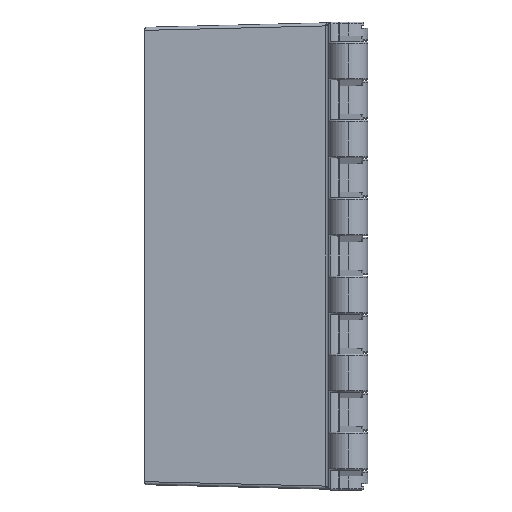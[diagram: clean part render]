
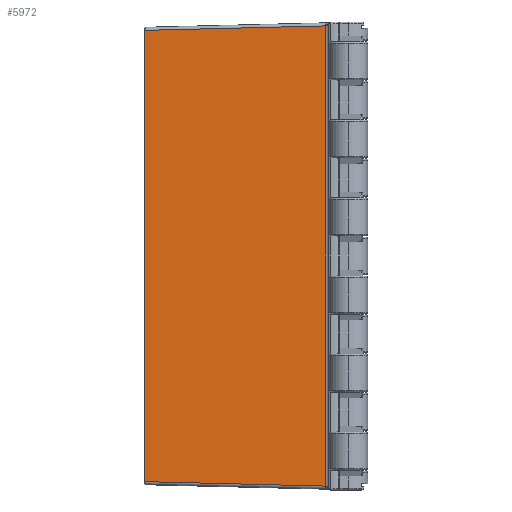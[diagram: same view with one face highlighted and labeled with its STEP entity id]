
A CAD part, left-side view. The second image highlights one B-rep face of the part: STEP entity #5972.
In plain terms, the highlighted planar face has unit normal (-1, 0.024, 0).
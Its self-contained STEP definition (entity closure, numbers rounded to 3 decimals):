
#405 = CARTESIAN_POINT ( 'NONE',  ( -2.476, 7.326, -74.726 ) ) ;
#708 = ORIENTED_EDGE ( 'NONE', *, *, #8751, .T. ) ;
#772 = FACE_OUTER_BOUND ( 'NONE', #1566, .T. ) ;
#866 = ORIENTED_EDGE ( 'NONE', *, *, #4046, .T. ) ;
#1375 = VECTOR ( 'NONE', #13864, 1000. ) ;
#1566 = EDGE_LOOP ( 'NONE', ( #21226, #866, #11570, #708 ) ) ;
#1978 = LINE ( 'NONE', #20782, #4668 ) ;
#2032 = VECTOR ( 'NONE', #19796, 1000. ) ;
#2246 = DIRECTION ( 'NONE',  ( -0.024, -1., 0. ) ) ;
#4046 = EDGE_CURVE ( 'NONE', #22292, #12277, #8211, .T. ) ;
#4668 = VECTOR ( 'NONE', #19225, 1000. ) ;
#5055 = VERTEX_POINT ( 'NONE', #13132 ) ;
#5972 = ADVANCED_FACE ( 'NONE', ( #772 ), #19377, .T. ) ;
#6830 = LINE ( 'NONE', #20425, #17047 ) ;
#6995 = CARTESIAN_POINT ( 'NONE',  ( -2.501, 6.326, -74.751 ) ) ;
#8211 = LINE ( 'NONE', #16545, #2032 ) ;
#8751 = EDGE_CURVE ( 'NONE', #5055, #9524, #6830, .T. ) ;
#9242 = CARTESIAN_POINT ( 'NONE',  ( -2.5, 6.35, -75.75 ) ) ;
#9524 = VERTEX_POINT ( 'NONE', #14095 ) ;
#9699 = CARTESIAN_POINT ( 'NONE',  ( -2.476, 7.326, 74.726 ) ) ;
#10626 = AXIS2_PLACEMENT_3D ( 'NONE', #9242, #17698, #2246 ) ;
#11570 = ORIENTED_EDGE ( 'NONE', *, *, #20023, .T. ) ;
#12277 = VERTEX_POINT ( 'NONE', #9699 ) ;
#13132 = CARTESIAN_POINT ( 'NONE',  ( -1.036, 66.252, 73.286 ) ) ;
#13864 = DIRECTION ( 'NONE',  ( -0.024, -0.999, -0.024 ) ) ;
#14095 = CARTESIAN_POINT ( 'NONE',  ( -1.036, 66.252, -73.286 ) ) ;
#15379 = DIRECTION ( 'NONE',  ( 0., 0., -1. ) ) ;
#15540 = LINE ( 'NONE', #6995, #1375 ) ;
#16545 = CARTESIAN_POINT ( 'NONE',  ( -2.476, 7.326, 74.75 ) ) ;
#17047 = VECTOR ( 'NONE', #15379, 1000. ) ;
#17698 = DIRECTION ( 'NONE',  ( -1., 0.024, 0. ) ) ;
#19225 = DIRECTION ( 'NONE',  ( 0.024, 0.999, -0.024 ) ) ;
#19377 = PLANE ( 'NONE',  #10626 ) ;
#19617 = EDGE_CURVE ( 'NONE', #9524, #22292, #15540, .T. ) ;
#19796 = DIRECTION ( 'NONE',  ( 0., 0., 1. ) ) ;
#20023 = EDGE_CURVE ( 'NONE', #12277, #5055, #1978, .T. ) ;
#20425 = CARTESIAN_POINT ( 'NONE',  ( -1.036, 66.252, -75.75 ) ) ;
#20782 = CARTESIAN_POINT ( 'NONE',  ( -2.41, 10.024, 74.661 ) ) ;
#21226 = ORIENTED_EDGE ( 'NONE', *, *, #19617, .T. ) ;
#22292 = VERTEX_POINT ( 'NONE', #405 ) ;
